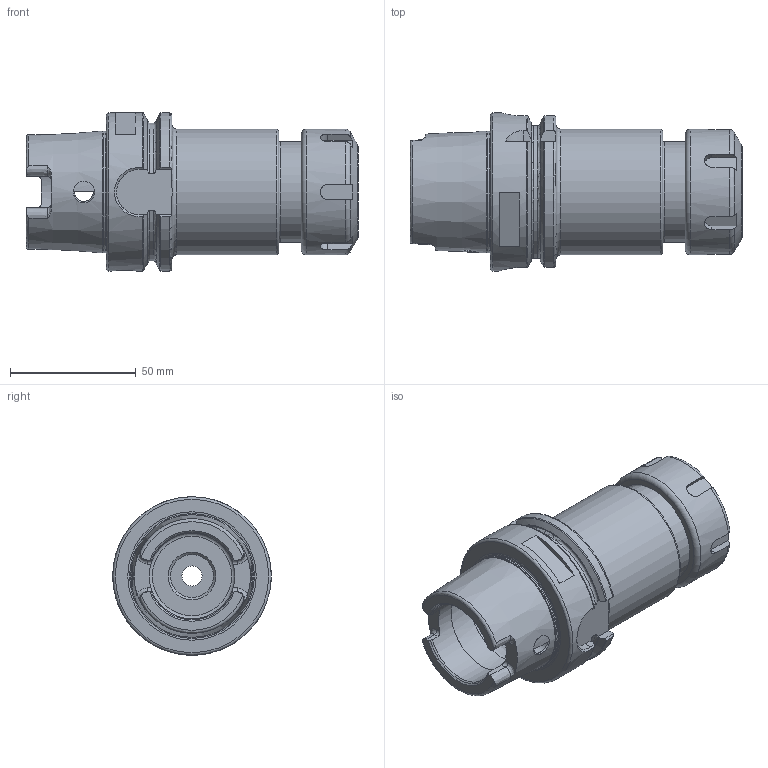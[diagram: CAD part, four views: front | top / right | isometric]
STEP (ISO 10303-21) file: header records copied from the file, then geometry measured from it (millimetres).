
FILE_DESCRIPTION(/* description */ (''),/* implementation_level */ '2;1');
FILE_NAME(/* name */ 'HSK063A-ER32-100.stp',/* time_stamp */ '2019-04-10T10:01:26-05:00',/* author */ ('Lee'),/* organization */ (''),/* preprocessor_version */ 'ST-DEVELOPER v18',/* originating_system */ 'Autodesk Inventor LT',/* authorisation */ '');
FILE_SCHEMA (('AUTOMOTIVE_DESIGN { 1 0 10303 214 3 1 1 }'));
Length unit declared in the file: millimetre
Products named in the file (1): HSK063A-ER32-100
Bounding box: 132 x 63 x 63 mm (x, y, z)
Volume: 174285.5 mm3; surface area: 43951.2 mm2
Topology: 2 solids, 2 shells, 181 faces, 541 edges, 373 vertices
Faces by surface type: plane 71, cylinder 38, torus 34, cone 25, bspline 13
Full cylindrical faces by diameter (mm): 7.5 x2, 8 x1, 10 x1, 14 x1, 17 x1, 19 x1, 22.098 x1, 23.6 x1, 34 x2, 36.2 x1, 38.376 x1, 40 x2, 41 x1, 48.241 x1, 50 x2, 63 x1
Entity records: 7823 total; most frequent: CARTESIAN_POINT 3060, ORIENTED_EDGE 1084, DIRECTION 922, EDGE_CURVE 542, AXIS2_PLACEMENT_3D 385, VERTEX_POINT 374, CIRCLE 216, EDGE_LOOP 198
